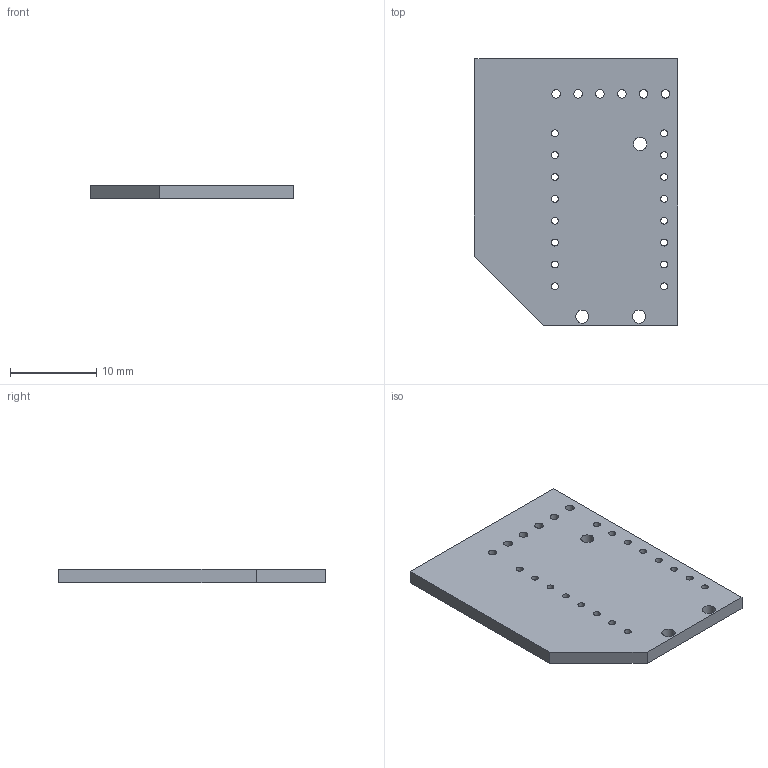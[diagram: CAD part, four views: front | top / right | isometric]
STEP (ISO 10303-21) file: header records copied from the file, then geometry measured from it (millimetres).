
FILE_DESCRIPTION(('KiCad electronic assembly'),'2;1');
FILE_NAME('PCB_Top_Rev4-PcbDoc.step','2023-02-04T21:54:03',('Pcbnew'),( 'Kicad'),'Open CASCADE STEP processor 7.5','KiCad to STEP converter' ,'Unknown');
FILE_SCHEMA(('AUTOMOTIVE_DESIGN { 1 0 10303 214 1 1 1 1 }'));
Length unit declared in the file: millimetre
Products named in the file (2): PCB_Top_Rev4-PcbDoc 1; _autosave-PCB_Top_Rev4-PcbDoc PCB
Assembly tree (1 placements, depth 2):
  PCB_Top_Rev4-PcbDoc 1
    _autosave-PCB_Top_Rev4-PcbDoc PCB
Bounding box: 23.62 x 30.94 x 1.6 mm (x, y, z)
Volume: 1088.6 mm3; surface area: 1645.3 mm2
Topology: 1 solids, 1 shells, 33 faces, 93 edges, 62 vertices
Faces by surface type: cylinder 25, plane 8
Full cylindrical faces by diameter (mm): 0.8 x16, 1 x6, 1.524 x3
Entity records: 2603 total; most frequent: CARTESIAN_POINT 676, DIRECTION 349, ORIENTED_EDGE 186, PCURVE 186, DEFINITIONAL_REPRESENTATION 186, LINE 179, VECTOR 179, EDGE_CURVE 93
